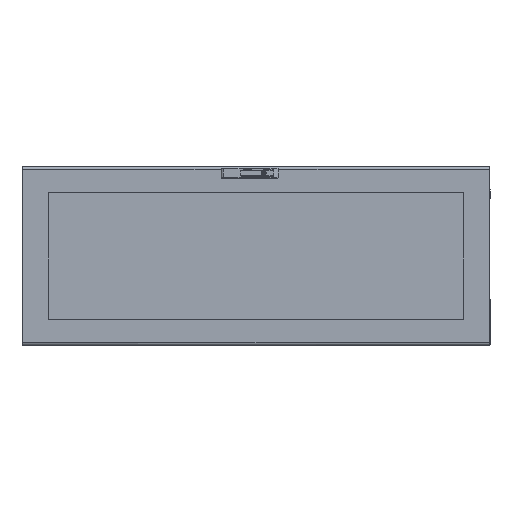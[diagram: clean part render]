
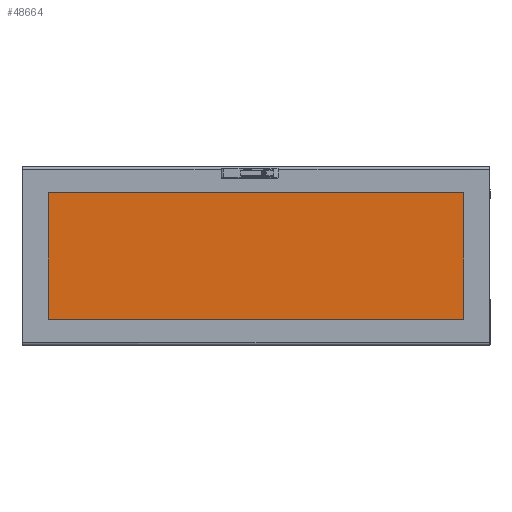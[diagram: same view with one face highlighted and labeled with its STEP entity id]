
A CAD part, top view. The second image highlights one B-rep face of the part: STEP entity #48664.
In plain terms, the highlighted planar face has unit normal (0, 0, 1).
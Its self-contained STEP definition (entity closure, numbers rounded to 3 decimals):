
#2751 = ORIENTED_EDGE ( 'NONE', *, *, #24193, .T. ) ;
#2756 = ORIENTED_EDGE ( 'NONE', *, *, #24195, .T. ) ;
#2761 = ORIENTED_EDGE ( 'NONE', *, *, #24198, .T. ) ;
#2766 = ORIENTED_EDGE ( 'NONE', *, *, #24179, .T. ) ;
#4869 = CARTESIAN_POINT ( 'NONE',  ( 710., -230., 4. ) ) ;
#5815 = CARTESIAN_POINT ( 'NONE',  ( 710., 230., 4. ) ) ;
#5936 = CARTESIAN_POINT ( 'NONE',  ( -710., 230., 4. ) ) ;
#7904 = CARTESIAN_POINT ( 'NONE',  ( -710., -230., 4. ) ) ;
#11842 = DIRECTION ( 'NONE',  ( 0., 1., 0. ) ) ;
#11867 = CARTESIAN_POINT ( 'NONE',  ( 710., 230., 4. ) ) ;
#11872 = DIRECTION ( 'NONE',  ( 1., 0., 0. ) ) ;
#11875 = CARTESIAN_POINT ( 'NONE',  ( -710., -230., 4. ) ) ;
#11883 = DIRECTION ( 'NONE',  ( 0., -1., 0. ) ) ;
#11916 = CARTESIAN_POINT ( 'NONE',  ( -710., 230., 4. ) ) ;
#11932 = DIRECTION ( 'NONE',  ( -1., 0., 0. ) ) ;
#11937 = CARTESIAN_POINT ( 'NONE',  ( -710., 230., 4. ) ) ;
#16071 = EDGE_LOOP ( 'NONE', ( #2751, #2756, #2761, #2766 ) ) ;
#23428 = LINE ( 'NONE', #11875, #23798 ) ;
#23430 = LINE ( 'NONE', #11867, #24648 ) ;
#23442 = VECTOR ( 'NONE', #11932, 1000. ) ;
#23450 = LINE ( 'NONE', #11937, #23442 ) ;
#23480 = LINE ( 'NONE', #11916, #23672 ) ;
#23672 = VECTOR ( 'NONE', #11883, 1000. ) ;
#23798 = VECTOR ( 'NONE', #11872, 1000. ) ;
#24179 = EDGE_CURVE ( 'NONE', #32634, #32614, #23450, .T. ) ;
#24193 = EDGE_CURVE ( 'NONE', #32614, #30703, #23480, .T. ) ;
#24195 = EDGE_CURVE ( 'NONE', #30703, #32790, #23428, .T. ) ;
#24198 = EDGE_CURVE ( 'NONE', #32790, #32634, #23430, .T. ) ;
#24648 = VECTOR ( 'NONE', #11842, 1000. ) ;
#30703 = VERTEX_POINT ( 'NONE', #7904 ) ;
#32614 = VERTEX_POINT ( 'NONE', #5936 ) ;
#32634 = VERTEX_POINT ( 'NONE', #5815 ) ;
#32790 = VERTEX_POINT ( 'NONE', #4869 ) ;
#36182 = AXIS2_PLACEMENT_3D ( 'NONE', #44643, #44628, #44632 ) ;
#39048 = FACE_OUTER_BOUND ( 'NONE', #16071, .T. ) ;
#44628 = DIRECTION ( 'NONE',  ( 0., 0., 1. ) ) ;
#44632 = DIRECTION ( 'NONE',  ( 1., 0., 0. ) ) ;
#44635 = PLANE ( 'NONE',  #36182 ) ;
#44643 = CARTESIAN_POINT ( 'NONE',  ( -710., -230., 4. ) ) ;
#48664 = ADVANCED_FACE ( 'NONE', ( #39048 ), #44635, .T. ) ;
